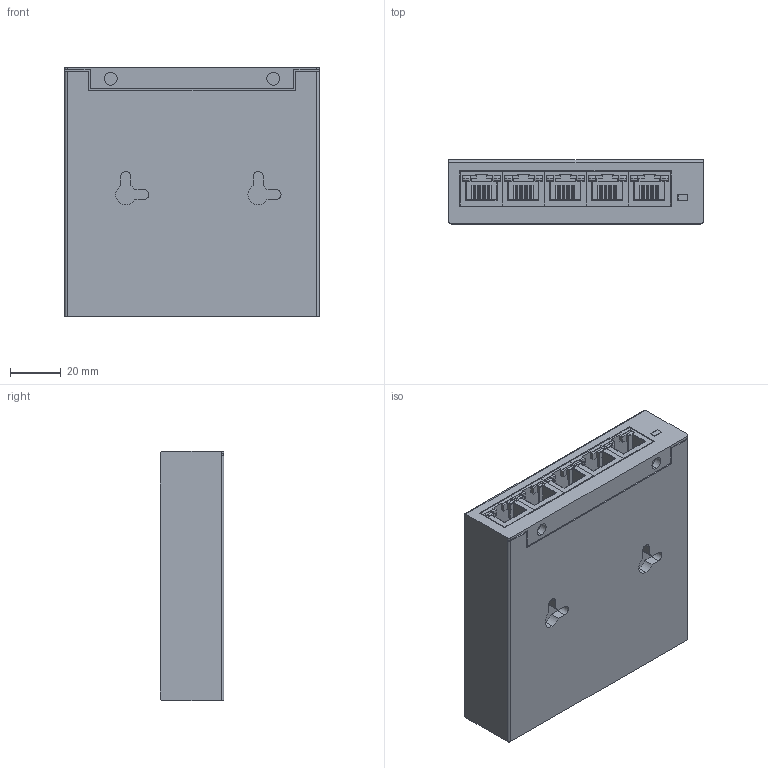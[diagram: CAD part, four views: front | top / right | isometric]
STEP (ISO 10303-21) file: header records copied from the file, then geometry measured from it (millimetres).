
FILE_DESCRIPTION (( 'STEP AP203' ), '1' );
FILE_NAME ('TL-SG105E-AP203.STEP', '2022-04-07T20:15:22', ( 'Miguel' ), ( '' ), 'SwSTEP 2.0', 'SolidWorks 2015', '' );
FILE_SCHEMA (( 'CONFIG_CONTROL_DESIGN' ));
Length unit declared in the file: millimetre
Products named in the file (8): LED-RJ45_PREDET; RJPIN; RJ45_Penta; PLUG; PKGOLED_25-4; TL-SG105E-AP203; TL-SG205EBODY_TL-SG105E; RJ45SOCKETE_Single
Assembly tree (60 placements, depth 3):
  TL-SG105E-AP203
    TL-SG205EBODY_TL-SG105E
    RJ45_Penta
      RJ45SOCKETE_Single  x6
      LED-RJ45_PREDET  x10
      RJPIN  x40
    PLUG
    PKGOLED_25-4
Bounding box: 100 x 25 x 98 mm (x, y, z)
Volume: 237799.5 mm3; surface area: 48124.8 mm2
Topology: 59 solids, 59 shells, 961 faces, 2673 edges, 1770 vertices
Faces by surface type: plane 857, cylinder 78, sphere 20, torus 4, cone 2
Entity records: 9280 total; most frequent: CARTESIAN_POINT 1256, DIRECTION 1226, ORIENTED_EDGE 1168, EDGE_CURVE 584, VECTOR 492, LINE 492, VERTEX_POINT 381, AXIS2_PLACEMENT_3D 367
